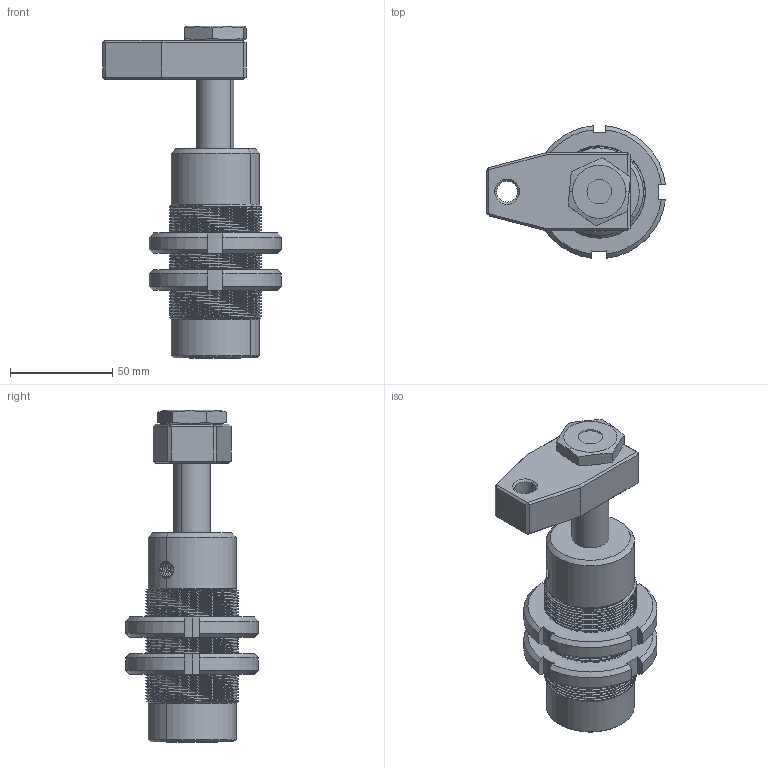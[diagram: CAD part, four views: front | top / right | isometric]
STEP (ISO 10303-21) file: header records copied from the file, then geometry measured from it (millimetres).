
FILE_DESCRIPTION (( 'STEP AP214' ), '1' );
FILE_NAME ('NFT-25B.STEP', '2018-08-27T08:34:31', ( 'Windows' ), ( 'Microsoft' ), 'SwSTEP 2.0', 'SolidWorks 2015', '' );
FILE_SCHEMA (( 'AUTOMOTIVE_DESIGN' ));
Length unit declared in the file: millimetre
Products named in the file (5): 埴蹟譫-NDT-NFT-25; NFT-25B掛极; NFS-25揤旋; NFS-25鞠褒蹟簽; NFT-25B
Assembly tree (5 placements, depth 2):
  NFT-25B
    NFS-25鞠褒蹟簽
    NFS-25揤旋
    NFT-25B掛极
    埴蹟譫-NDT-NFT-25  x2
Bounding box: 87.29 x 64.65 x 162 mm (x, y, z)
Volume: 242900.8 mm3; surface area: 50910.9 mm2
Topology: 5 solids, 5 shells, 274 faces, 723 edges, 466 vertices
Faces by surface type: cylinder 151, plane 73, cone 41, bspline 7, torus 2
Entity records: 14456 total; most frequent: CARTESIAN_POINT 8856, ORIENTED_EDGE 1284, DIRECTION 963, EDGE_CURVE 642, VERTEX_POINT 412, AXIS2_PLACEMENT_3D 350, VECTOR 263, LINE 263
